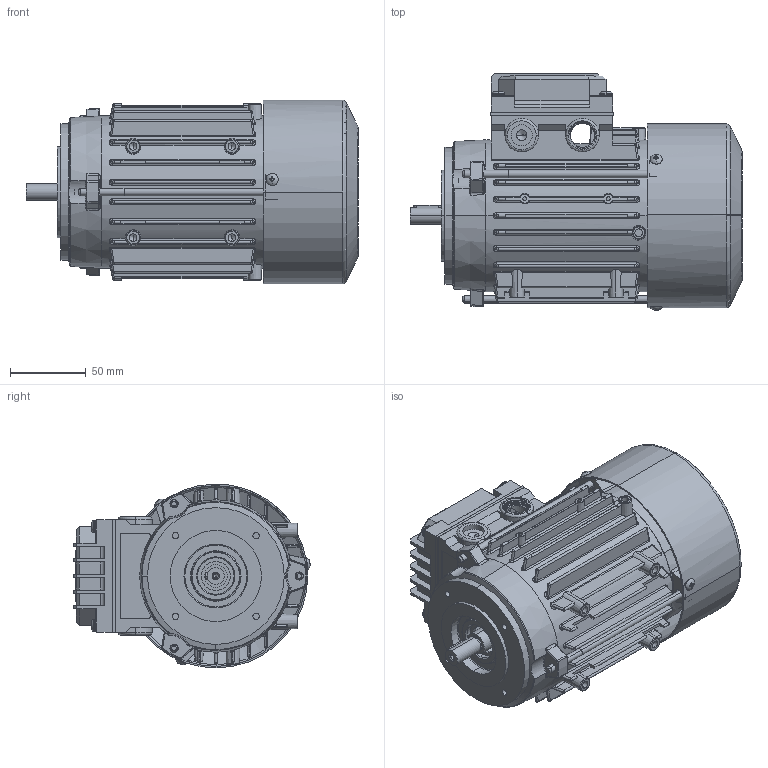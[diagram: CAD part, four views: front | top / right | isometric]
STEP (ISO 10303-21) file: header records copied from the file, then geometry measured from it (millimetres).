
FILE_DESCRIPTION (( 'STEP AP214' ), '1' );
FILE_NAME ('0NXA.STEP', '2024-04-23T21:21:04', ( '' ), ( '' ), 'SwSTEP 2.0', 'SolidWorks 2021', '' );
FILE_SCHEMA (( 'AUTOMOTIVE_DESIGN' ));
Length unit declared in the file: inch
Products named in the file (1): 0NXA
Bounding box: 218.5 x 155.64 x 120.99 mm (x, y, z)
Volume: 476502.3 mm3; surface area: 306725.9 mm2
Topology: 21 solids, 21 shells, 3139 faces, 8549 edges, 5419 vertices
Faces by surface type: plane 1062, cylinder 1019, torus 388, bspline 303, cone 283, sphere 84
Entity records: 123185 total; most frequent: CARTESIAN_POINT 48026, ORIENTED_EDGE 16786, DIRECTION 14457, EDGE_CURVE 8393, AXIS2_PLACEMENT_3D 5578, VERTEX_POINT 5366, EDGE_LOOP 3397, VECTOR 3301
